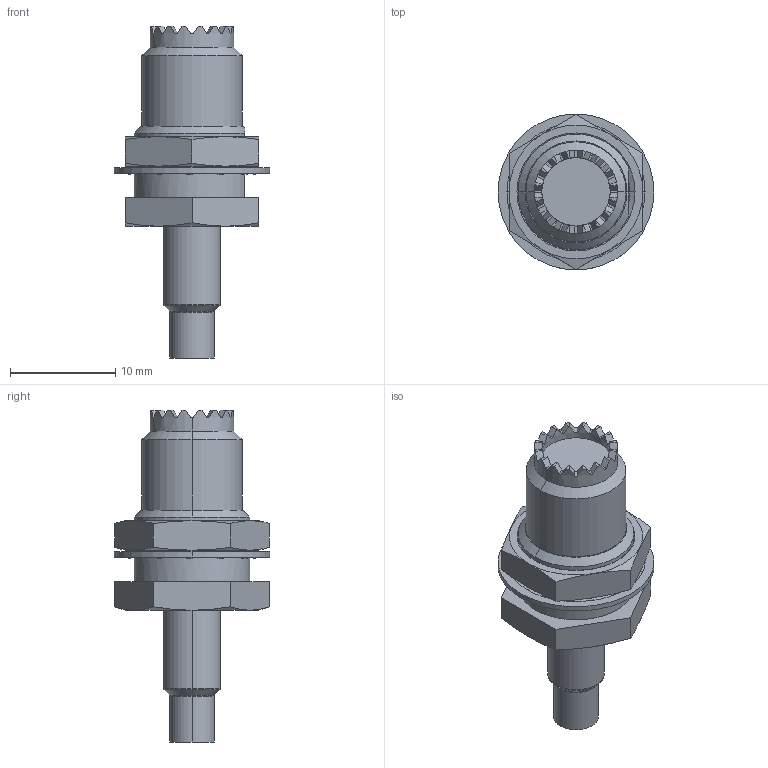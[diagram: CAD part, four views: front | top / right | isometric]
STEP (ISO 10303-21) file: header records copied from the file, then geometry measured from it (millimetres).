
FILE_DESCRIPTION (( 'STEP AP214' ), '1' );
FILE_NAME ('J01046F0003.STEP', '2018-09-18T13:14:58', ( '' ), ( '' ), 'SwSTEP 2.0', 'SolidWorks 2017', '' );
FILE_SCHEMA (( 'AUTOMOTIVE_DESIGN' ));
Length unit declared in the file: millimetre
Products named in the file (1): J01046F0003
Bounding box: 14.8 x 14.8 x 31.5 mm (x, y, z)
Volume: 1916.7 mm3; surface area: 1526.4 mm2
Topology: 2 solids, 2 shells, 237 faces, 603 edges, 376 vertices
Faces by surface type: plane 137, bspline 36, cone 32, cylinder 24, torus 8
Entity records: 10213 total; most frequent: CARTESIAN_POINT 2235, ORIENTED_EDGE 1206, DIRECTION 1010, EDGE_CURVE 603, VERTEX_POINT 376, AXIS2_PLACEMENT_3D 359, VECTOR 292, LINE 292
